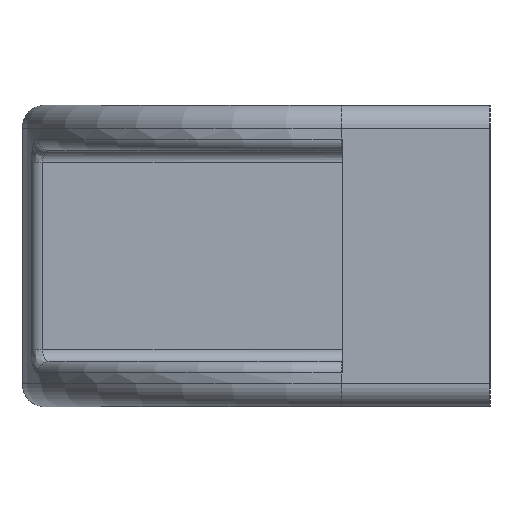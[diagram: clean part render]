
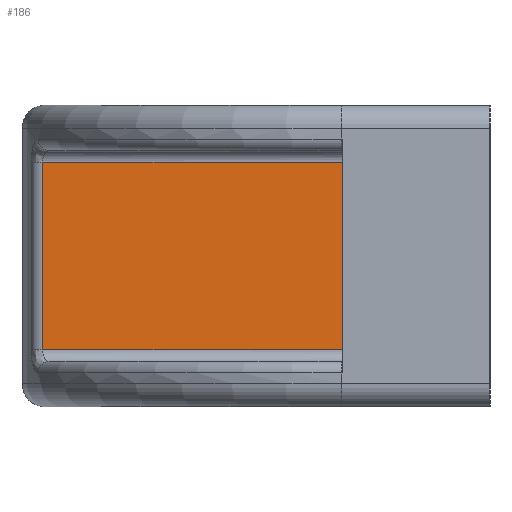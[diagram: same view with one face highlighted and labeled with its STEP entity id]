
A CAD part, left-side view. The second image highlights one B-rep face of the part: STEP entity #186.
In plain terms, the highlighted planar face has unit normal (-1, 0, 0).
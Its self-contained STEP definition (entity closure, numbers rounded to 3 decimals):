
#89 = VERTEX_POINT ( 'NONE', #443 ) ;
#107 = CARTESIAN_POINT ( 'NONE',  ( -62.5, 39.006, 8. ) ) ;
#108 = EDGE_CURVE ( 'NONE', #872, #1761, #675, .T. ) ;
#186 = ADVANCED_FACE ( 'NONE', ( #282 ), #1412, .F. ) ;
#188 = CARTESIAN_POINT ( 'NONE',  ( -62.5, 38.234, 8. ) ) ;
#282 = FACE_OUTER_BOUND ( 'NONE', #2046, .T. ) ;
#340 = VECTOR ( 'NONE', #1770, 1000. ) ;
#443 = CARTESIAN_POINT ( 'NONE',  ( -62.5, 12.6, 8. ) ) ;
#471 = DIRECTION ( 'NONE',  ( 0., -1., 0. ) ) ;
#624 = EDGE_CURVE ( 'NONE', #1944, #872, #908, .T. ) ;
#675 = LINE ( 'NONE', #821, #811 ) ;
#703 = DIRECTION ( 'NONE',  ( 0., 0., -1. ) ) ;
#716 = LINE ( 'NONE', #107, #1704 ) ;
#811 = VECTOR ( 'NONE', #471, 1000. ) ;
#812 = DIRECTION ( 'NONE',  ( 0., 0., -1. ) ) ;
#821 = CARTESIAN_POINT ( 'NONE',  ( -62.5, 12.6, -8. ) ) ;
#823 = LINE ( 'NONE', #2532, #2450 ) ;
#872 = VERTEX_POINT ( 'NONE', #2541 ) ;
#908 = LINE ( 'NONE', #1992, #340 ) ;
#1044 = EDGE_CURVE ( 'NONE', #89, #1944, #716, .T. ) ;
#1225 = ORIENTED_EDGE ( 'NONE', *, *, #108, .T. ) ;
#1236 = ORIENTED_EDGE ( 'NONE', *, *, #624, .T. ) ;
#1309 = DIRECTION ( 'NONE',  ( 1., 0., 0. ) ) ;
#1412 = PLANE ( 'NONE',  #2514 ) ;
#1633 = ORIENTED_EDGE ( 'NONE', *, *, #1044, .T. ) ;
#1704 = VECTOR ( 'NONE', #1811, 1000. ) ;
#1761 = VERTEX_POINT ( 'NONE', #1981 ) ;
#1770 = DIRECTION ( 'NONE',  ( 0., 0., -1. ) ) ;
#1811 = DIRECTION ( 'NONE',  ( 0., 1., 0. ) ) ;
#1944 = VERTEX_POINT ( 'NONE', #188 ) ;
#1981 = CARTESIAN_POINT ( 'NONE',  ( -62.5, 12.6, -8. ) ) ;
#1992 = CARTESIAN_POINT ( 'NONE',  ( -62.5, 38.234, -9. ) ) ;
#2046 = EDGE_LOOP ( 'NONE', ( #2534, #1633, #1236, #1225 ) ) ;
#2450 = VECTOR ( 'NONE', #812, 1000. ) ;
#2468 = EDGE_CURVE ( 'NONE', #89, #1761, #823, .T. ) ;
#2514 = AXIS2_PLACEMENT_3D ( 'NONE', #2624, #1309, #703 ) ;
#2532 = CARTESIAN_POINT ( 'NONE',  ( -62.5, 12.6, -9. ) ) ;
#2534 = ORIENTED_EDGE ( 'NONE', *, *, #2468, .F. ) ;
#2541 = CARTESIAN_POINT ( 'NONE',  ( -62.5, 38.234, -8. ) ) ;
#2624 = CARTESIAN_POINT ( 'NONE',  ( -62.5, 12.6, -9. ) ) ;
